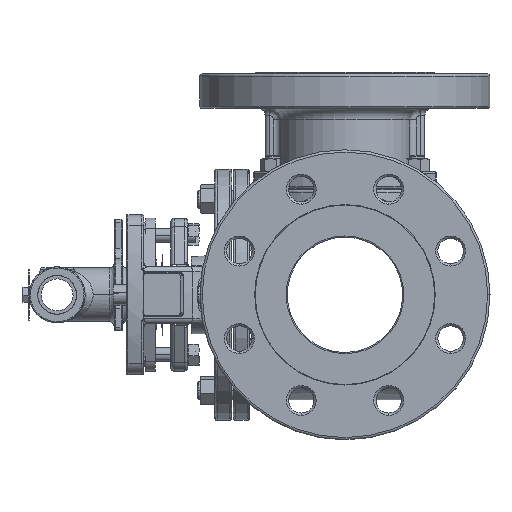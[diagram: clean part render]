
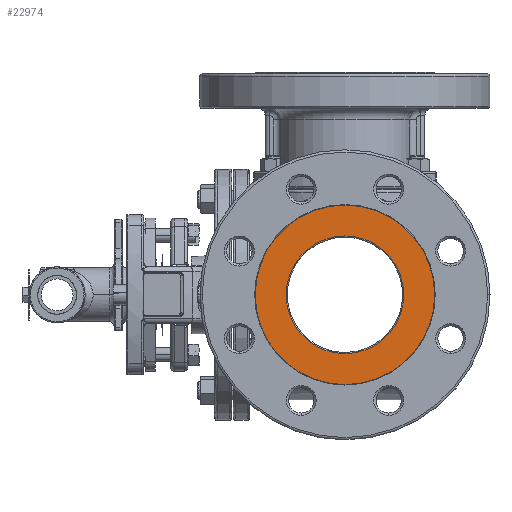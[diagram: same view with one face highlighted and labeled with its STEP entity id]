
A CAD part, left-side view. The second image highlights one B-rep face of the part: STEP entity #22974.
In plain terms, the highlighted planar face has unit normal (-1, 0, 0).
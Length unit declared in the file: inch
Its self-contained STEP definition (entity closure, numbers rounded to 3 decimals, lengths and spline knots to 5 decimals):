
#1001 = CARTESIAN_POINT ( 'NONE',  ( -7.675, 3.09449, 0. ) ) ;
#1150 = VERTEX_POINT ( 'NONE', #1001 ) ;
#2980 = CARTESIAN_POINT ( 'NONE',  ( -7.675, 0., 0. ) ) ;
#13155 = EDGE_CURVE ( 'NONE', #1150, #42950, #51031, .T. ) ;
#15827 = CARTESIAN_POINT ( 'NONE',  ( -7.675, -2.02756, 0. ) ) ;
#17031 = DIRECTION ( 'NONE',  ( 1., 0., 0. ) ) ;
#17429 = CARTESIAN_POINT ( 'NONE',  ( -7.675, 0., 0. ) ) ;
#17878 = DIRECTION ( 'NONE',  ( 0., -1., 0. ) ) ;
#19207 = AXIS2_PLACEMENT_3D ( 'NONE', #2980, #48720, #17878 ) ;
#20512 = DIRECTION ( 'NONE',  ( -1., 0., 0. ) ) ;
#22974 = ADVANCED_FACE ( 'NONE', ( #32345, #74658 ), #68912, .T. ) ;
#27573 = CIRCLE ( 'NONE', #58716, 2.02756 ) ;
#31576 = CARTESIAN_POINT ( 'NONE',  ( -7.675, 0., 0. ) ) ;
#31708 = EDGE_CURVE ( 'NONE', #42950, #1150, #43856, .T. ) ;
#32121 = ORIENTED_EDGE ( 'NONE', *, *, #13155, .F. ) ;
#32345 = FACE_BOUND ( 'NONE', #79865, .T. ) ;
#33340 = EDGE_LOOP ( 'NONE', ( #43433, #32121 ) ) ;
#38046 = CARTESIAN_POINT ( 'NONE',  ( -7.675, 3.09449, 0. ) ) ;
#38063 = DIRECTION ( 'NONE',  ( 1., 0., 0. ) ) ;
#42221 = DIRECTION ( 'NONE',  ( 0., 1., 0. ) ) ;
#42950 = VERTEX_POINT ( 'NONE', #51658 ) ;
#43433 = ORIENTED_EDGE ( 'NONE', *, *, #31708, .F. ) ;
#43856 = CIRCLE ( 'NONE', #19207, 3.09449 ) ;
#44526 = DIRECTION ( 'NONE',  ( 0., 1., 0. ) ) ;
#45841 = AXIS2_PLACEMENT_3D ( 'NONE', #31576, #38063, #62844 ) ;
#48720 = DIRECTION ( 'NONE',  ( 1., 0., 0. ) ) ;
#50431 = DIRECTION ( 'NONE',  ( 1., 0., 0. ) ) ;
#51031 = CIRCLE ( 'NONE', #45841, 3.09449 ) ;
#51157 = VERTEX_POINT ( 'NONE', #15827 ) ;
#51658 = CARTESIAN_POINT ( 'NONE',  ( -7.675, -3.09449, 0. ) ) ;
#51802 = CIRCLE ( 'NONE', #60892, 2.02756 ) ;
#57990 = ORIENTED_EDGE ( 'NONE', *, *, #73135, .T. ) ;
#58716 = AXIS2_PLACEMENT_3D ( 'NONE', #17429, #17031, #42221 ) ;
#59791 = AXIS2_PLACEMENT_3D ( 'NONE', #38046, #20512, #44526 ) ;
#60892 = AXIS2_PLACEMENT_3D ( 'NONE', #68302, #50431, #74871 ) ;
#62844 = DIRECTION ( 'NONE',  ( 0., -1., 0. ) ) ;
#68302 = CARTESIAN_POINT ( 'NONE',  ( -7.675, 0., 0. ) ) ;
#68912 = PLANE ( 'NONE',  #59791 ) ;
#69317 = VERTEX_POINT ( 'NONE', #77532 ) ;
#69786 = ORIENTED_EDGE ( 'NONE', *, *, #77816, .T. ) ;
#73135 = EDGE_CURVE ( 'NONE', #69317, #51157, #27573, .T. ) ;
#74658 = FACE_OUTER_BOUND ( 'NONE', #33340, .T. ) ;
#74871 = DIRECTION ( 'NONE',  ( 0., 1., 0. ) ) ;
#77532 = CARTESIAN_POINT ( 'NONE',  ( -7.675, 2.02756, 0. ) ) ;
#77816 = EDGE_CURVE ( 'NONE', #51157, #69317, #51802, .T. ) ;
#79865 = EDGE_LOOP ( 'NONE', ( #57990, #69786 ) ) ;
